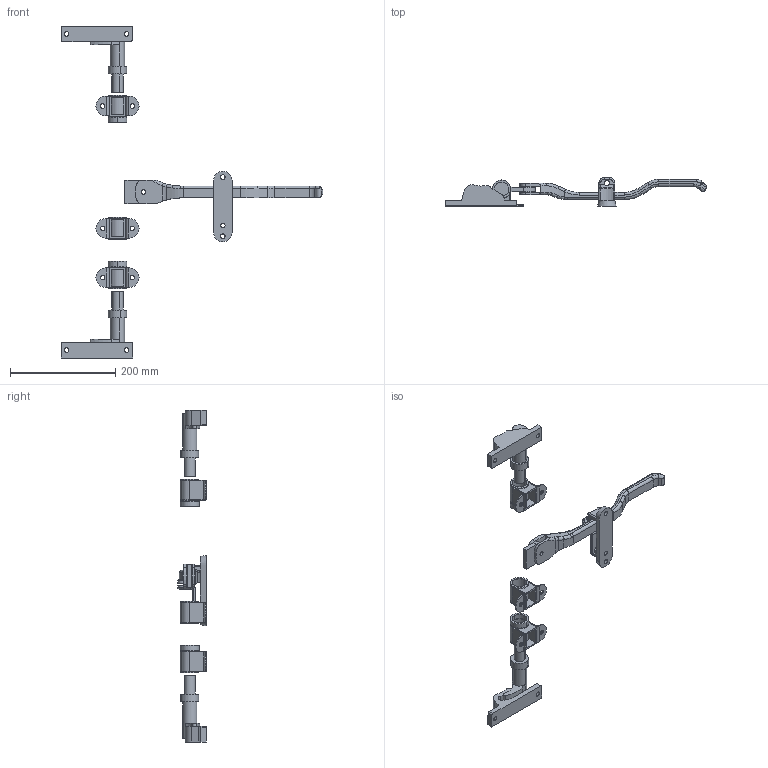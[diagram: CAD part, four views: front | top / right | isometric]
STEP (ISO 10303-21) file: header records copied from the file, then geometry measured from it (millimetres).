
FILE_DESCRIPTION (( 'STEP AP203' ), '1' );
FILE_NAME ('sone3D.STEP', '2013-10-24T08:02:20', ( '' ), ( '' ), 'SwSTEP 2.0', 'SolidWorks 2012', '' );
FILE_SCHEMA (( 'CONFIG_CONTROL_DESIGN' ));
Length unit declared in the file: millimetre
Products named in the file (12): sone3D; FA-1810リング_; FA-1810僈僀僪僀儞僫乕_; FA-1810僷僀僾僈僀僪_; FA-1810掛け金_; FA-1810フックL_; FA-1810キーパーL_; FA-1810フックR_; FA-1810キーパーR_; FA-1810ベース_; FA-1810-2僷僀僾僗僥乕_; FA-1810-1僴儞僪儖_
Assembly tree (16 placements, depth 2):
  sone3D
    FA-1810-1僴儞僪儖_
    FA-1810-2僷僀僾僗僥乕_
    FA-1810ベース_
    FA-1810キーパーR_
    FA-1810フックR_
    FA-1810キーパーL_
    FA-1810フックL_
    FA-1810掛け金_
    FA-1810僷僀僾僈僀僪_  x3
    FA-1810僈僀僪僀儞僫乕_  x3
    FA-1810リング_  x2
Bounding box: 496.75 x 54 x 630 mm (x, y, z)
Volume: 622325.1 mm3; surface area: 210640.7 mm2
Topology: 16 solids, 16 shells, 415 faces, 1053 edges, 672 vertices
Faces by surface type: cylinder 212, plane 160, torus 25, bspline 18
Entity records: 11964 total; most frequent: CARTESIAN_POINT 2656, DIRECTION 1764, ORIENTED_EDGE 1610, EDGE_CURVE 805, AXIS2_PLACEMENT_3D 690, VERTEX_POINT 512, VECTOR 384, LINE 384
